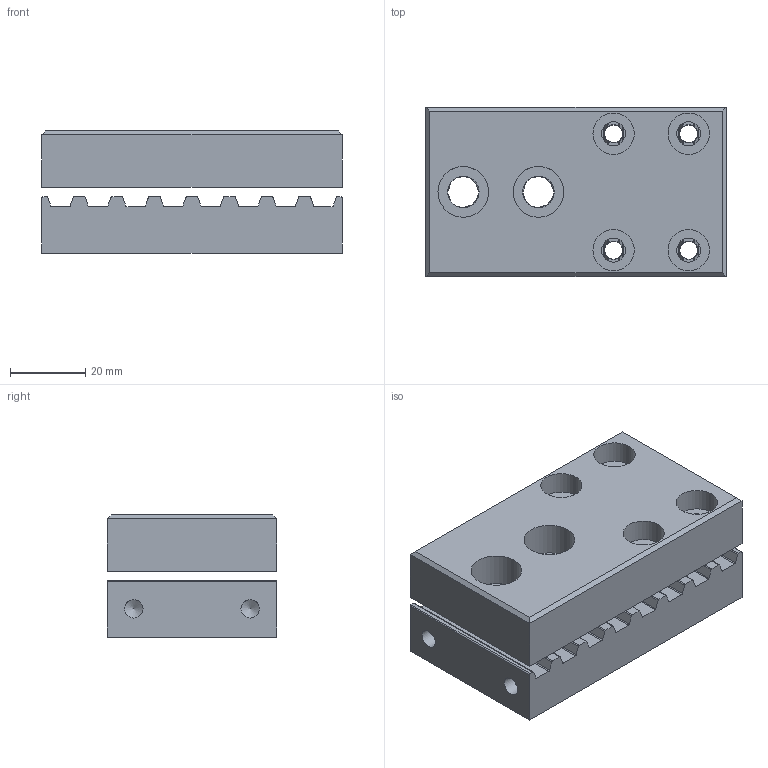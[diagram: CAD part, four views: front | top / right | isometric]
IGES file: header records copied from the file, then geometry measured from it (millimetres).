
Global section: file name: 801901.stp.ipt; native system: Autodesk Inventor 2014; preprocessor: unknown; author: zeman; date: 20151016.102102; units: millimetre
Bounding box: 80 x 45 x 32.5 mm (x, y, z)
Volume: 90005.3 mm3; surface area: 27098.7 mm2
Topology: 2 solids, 2 shells, 149 faces, 445 edges, 299 vertices
Faces by surface type: plane 75, revolution 42, cylinder 30, bspline 2
